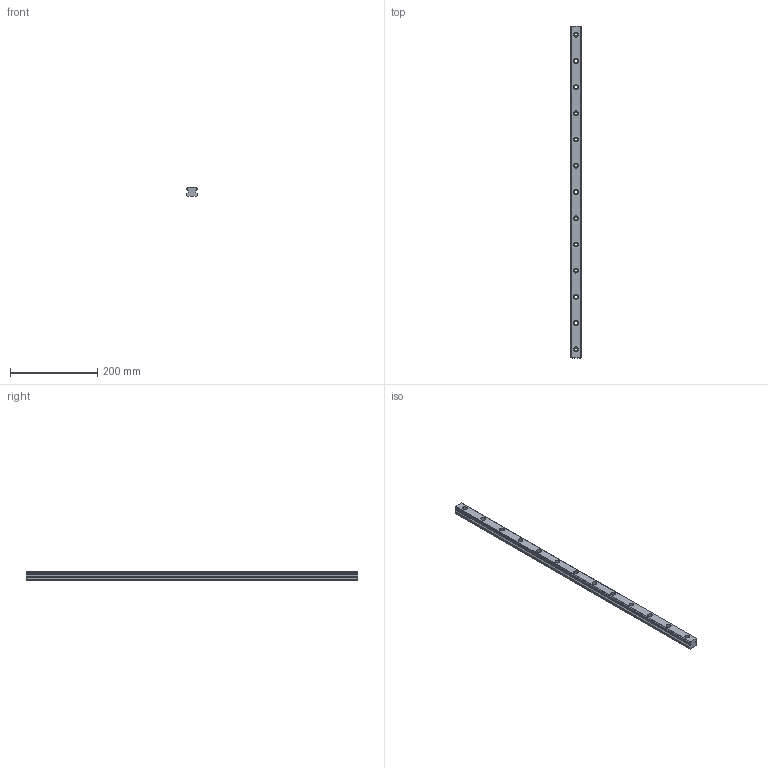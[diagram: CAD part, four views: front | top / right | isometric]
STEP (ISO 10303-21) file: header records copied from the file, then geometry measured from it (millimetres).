
FILE_DESCRIPTION (( 'STEP AP203' ), '1' );
FILE_NAME ('H25-760L.step', '2021-02-18T17:47:10', ( '' ), ( '' ), 'SwSTEP 2.0', 'SolidWorks 2019', '' );
FILE_SCHEMA (( 'CONFIG_CONTROL_DESIGN' ));
Length unit declared in the file: millimetre
Products named in the file (1): H25-760L
Bounding box: 23 x 760 x 20 mm (x, y, z)
Volume: 293739.4 mm3; surface area: 73603.7 mm2
Topology: 1 solids, 1 shells, 114 faces, 336 edges, 224 vertices
Faces by surface type: cylinder 68, plane 46
Entity records: 3985 total; most frequent: CARTESIAN_POINT 831, ORIENTED_EDGE 672, DIRECTION 650, EDGE_CURVE 336, AXIS2_PLACEMENT_3D 251, VERTEX_POINT 224, LINE 148, VECTOR 148
